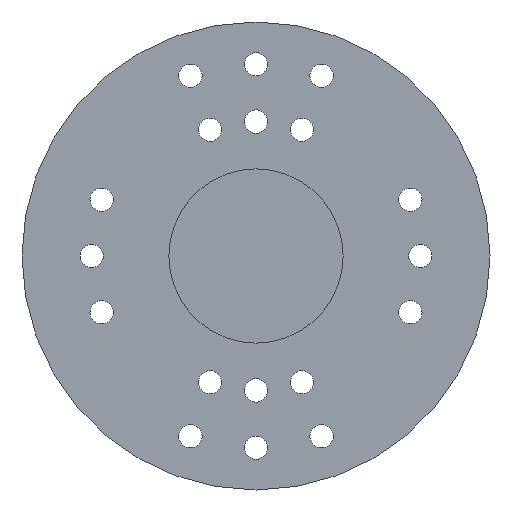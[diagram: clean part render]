
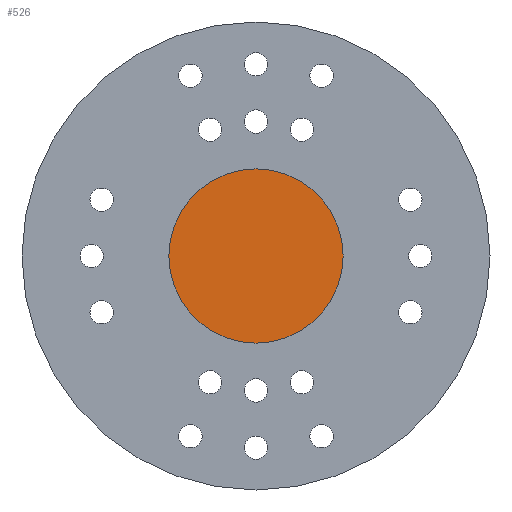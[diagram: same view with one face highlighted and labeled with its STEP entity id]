
A CAD part, front view. The second image highlights one B-rep face of the part: STEP entity #526.
In plain terms, the highlighted planar face has unit normal (0, -1, 0).
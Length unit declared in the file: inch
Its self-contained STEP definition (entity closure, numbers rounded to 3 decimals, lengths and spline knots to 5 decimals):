
#349 = EDGE_CURVE ( 'NONE', #377, #355, #1454, .T. ) ;
#355 = VERTEX_POINT ( 'NONE', #1711 ) ;
#377 = VERTEX_POINT ( 'NONE', #1479 ) ;
#502 = ORIENTED_EDGE ( 'NONE', *, *, #349, .T. ) ;
#526 = ADVANCED_FACE ( 'NONE', ( #1881 ), #1766, .T. ) ;
#532 = EDGE_CURVE ( 'NONE', #355, #377, #1790, .T. ) ;
#602 = EDGE_LOOP ( 'NONE', ( #605, #502 ) ) ;
#605 = ORIENTED_EDGE ( 'NONE', *, *, #532, .T. ) ;
#1454 = CIRCLE ( 'NONE', #1715, 0.175 ) ;
#1479 = CARTESIAN_POINT ( 'NONE',  ( 0., -0.168, -0.175 ) ) ;
#1551 = CARTESIAN_POINT ( 'NONE',  ( 0., -0.168, 0. ) ) ;
#1711 = CARTESIAN_POINT ( 'NONE',  ( 0., -0.168, 0.175 ) ) ;
#1713 = DIRECTION ( 'NONE',  ( 0., 0., -1. ) ) ;
#1714 = DIRECTION ( 'NONE',  ( 0., -1., 0. ) ) ;
#1715 = AXIS2_PLACEMENT_3D ( 'NONE', #1551, #1714, #1713 ) ;
#1766 = PLANE ( 'NONE',  #1931 ) ;
#1784 = DIRECTION ( 'NONE',  ( 0., 0., -1. ) ) ;
#1786 = CARTESIAN_POINT ( 'NONE',  ( 0., -0.168, 0. ) ) ;
#1789 = AXIS2_PLACEMENT_3D ( 'NONE', #1795, #1879, #1903 ) ;
#1790 = CIRCLE ( 'NONE', #1789, 0.175 ) ;
#1795 = CARTESIAN_POINT ( 'NONE',  ( 0., -0.168, 0. ) ) ;
#1799 = DIRECTION ( 'NONE',  ( 0., -1., 0. ) ) ;
#1879 = DIRECTION ( 'NONE',  ( 0., -1., 0. ) ) ;
#1881 = FACE_OUTER_BOUND ( 'NONE', #602, .T. ) ;
#1903 = DIRECTION ( 'NONE',  ( 0., 0., -1. ) ) ;
#1931 = AXIS2_PLACEMENT_3D ( 'NONE', #1786, #1799, #1784 ) ;
